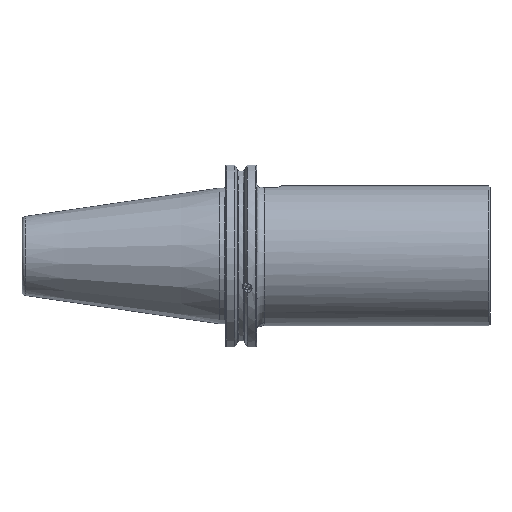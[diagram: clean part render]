
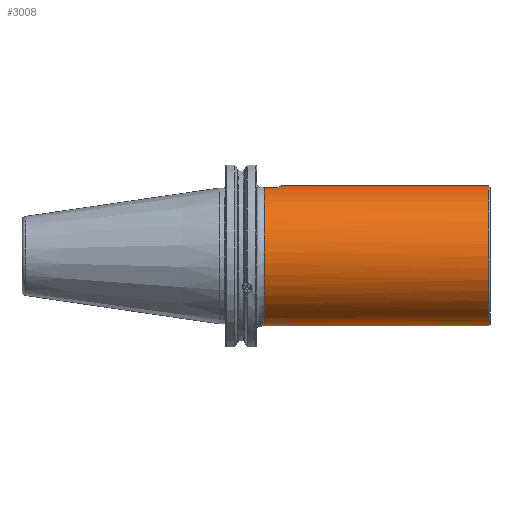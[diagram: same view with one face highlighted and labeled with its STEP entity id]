
A CAD part, front view. The second image highlights one B-rep face of the part: STEP entity #3008.
In plain terms, the highlighted cylindrical face has radius 36 mm (diameter 72 mm), a partial arc.
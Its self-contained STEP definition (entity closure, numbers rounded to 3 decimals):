
#3 = CARTESIAN_POINT ( 'NONE',  ( 31.9, -0.627, 36. ) ) ;
#75 = ORIENTED_EDGE ( 'NONE', *, *, #825, .F. ) ;
#163 = VERTEX_POINT ( 'NONE', #1979 ) ;
#369 = EDGE_LOOP ( 'NONE', ( #75, #5592, #7447, #3933, #496, #4150, #709, #2551 ) ) ;
#496 = ORIENTED_EDGE ( 'NONE', *, *, #5204, .T. ) ;
#588 = VERTEX_POINT ( 'NONE', #7475 ) ;
#607 = VERTEX_POINT ( 'NONE', #7150 ) ;
#637 = CARTESIAN_POINT ( 'NONE',  ( 30.47, -6.022, 35.509 ) ) ;
#709 = ORIENTED_EDGE ( 'NONE', *, *, #5978, .T. ) ;
#825 = EDGE_CURVE ( 'NONE', #3411, #911, #4439, .T. ) ;
#911 = VERTEX_POINT ( 'NONE', #4622 ) ;
#1142 = DIRECTION ( 'NONE',  ( -1., 0., 0. ) ) ;
#1389 = CARTESIAN_POINT ( 'NONE',  ( 23.05, 0., 0. ) ) ;
#1419 = AXIS2_PLACEMENT_3D ( 'NONE', #1389, #1421, #1448 ) ;
#1421 = DIRECTION ( 'NONE',  ( 1., 0., 0. ) ) ;
#1448 = DIRECTION ( 'NONE',  ( 0., 0., 1. ) ) ;
#1621 = EDGE_CURVE ( 'NONE', #6098, #911, #1770, .T. ) ;
#1770 = B_SPLINE_CURVE_WITH_KNOTS ( 'NONE', 3,
 ( #7094, #7523, #7621, #7656, #7675, #7698, #7734, #7784 ),
 .UNSPECIFIED., .F., .F.,
 ( 4, 2, 2, 4 ),
 ( 0., 0.005, 0.007, 0.01 ),
 .UNSPECIFIED. ) ;
#1799 = EDGE_CURVE ( 'NONE', #607, #3094, #2264, .T. ) ;
#1972 = LINE ( 'NONE', #3316, #3588 ) ;
#1979 = CARTESIAN_POINT ( 'NONE',  ( 29.784, -7.065, 35.3 ) ) ;
#1987 = CARTESIAN_POINT ( 'NONE',  ( -110.319, 0., 0. ) ) ;
#2264 = CIRCLE ( 'NONE', #1419, 36. ) ;
#2306 = DIRECTION ( 'NONE',  ( -1., 0., 0. ) ) ;
#2443 = DIRECTION ( 'NONE',  ( -1., 0., 0. ) ) ;
#2551 = ORIENTED_EDGE ( 'NONE', *, *, #1621, .T. ) ;
#2690 = DIRECTION ( 'NONE',  ( 0., 0., 1. ) ) ;
#2740 = CARTESIAN_POINT ( 'NONE',  ( 31.446, -3.401, 35.84 ) ) ;
#3008 = ADVANCED_FACE ( 'NONE', ( #3541 ), #7254, .T. ) ;
#3014 = CARTESIAN_POINT ( 'NONE',  ( 23.05, -11.029, -34.269 ) ) ;
#3094 = VERTEX_POINT ( 'NONE', #3014 ) ;
#3316 = CARTESIAN_POINT ( 'NONE',  ( -110.319, -7.065, 35.3 ) ) ;
#3411 = VERTEX_POINT ( 'NONE', #7205 ) ;
#3428 = CARTESIAN_POINT ( 'NONE',  ( 31.662, -2.482, 35.916 ) ) ;
#3541 = FACE_OUTER_BOUND ( 'NONE', #369, .T. ) ;
#3588 = VECTOR ( 'NONE', #3973, 1000. ) ;
#3816 = CARTESIAN_POINT ( 'NONE',  ( 22.977, -10.187, -34.529 ) ) ;
#3931 = B_SPLINE_CURVE_WITH_KNOTS ( 'NONE', 3,
 ( #8893, #637, #6923, #2740, #7579, #3428, #8257, #4090, #3, #4805 ),
 .UNSPECIFIED., .F., .F.,
 ( 4, 2, 2, 2, 4 ),
 ( 0., 0.004, 0.005, 0.006, 0.007 ),
 .UNSPECIFIED. ) ;
#3933 = ORIENTED_EDGE ( 'NONE', *, *, #8598, .F. ) ;
#3973 = DIRECTION ( 'NONE',  ( -1., 0., 0. ) ) ;
#4090 = CARTESIAN_POINT ( 'NONE',  ( 31.854, -1.249, 35.984 ) ) ;
#4150 = ORIENTED_EDGE ( 'NONE', *, *, #1799, .T. ) ;
#4439 = LINE ( 'NONE', #5044, #8138 ) ;
#4510 = CARTESIAN_POINT ( 'NONE',  ( 22.923, -9.765, -34.65 ) ) ;
#4582 = B_SPLINE_CURVE_WITH_KNOTS ( 'NONE', 3,
 ( #5190, #5911, #7988, #3816, #8647, #4510 ),
 .UNSPECIFIED., .F., .F.,
 ( 4, 2, 4 ),
 ( 0., 0.001, 0.001 ),
 .UNSPECIFIED. ) ;
#4622 = CARTESIAN_POINT ( 'NONE',  ( 22.172, 0., -36. ) ) ;
#4805 = CARTESIAN_POINT ( 'NONE',  ( 31.9, 0., 36. ) ) ;
#4816 = DIRECTION ( 'NONE',  ( -1., 0., 0. ) ) ;
#4900 = EDGE_CURVE ( 'NONE', #3411, #588, #5572, .T. ) ;
#5005 = AXIS2_PLACEMENT_3D ( 'NONE', #6505, #2306, #7195 ) ;
#5044 = CARTESIAN_POINT ( 'NONE',  ( -110.319, 0., -36. ) ) ;
#5090 = VECTOR ( 'NONE', #1142, 1000. ) ;
#5190 = CARTESIAN_POINT ( 'NONE',  ( 23.05, -11.029, -34.269 ) ) ;
#5204 = EDGE_CURVE ( 'NONE', #163, #607, #1972, .T. ) ;
#5213 = CARTESIAN_POINT ( 'NONE',  ( 31.9, 0., 36. ) ) ;
#5278 = CARTESIAN_POINT ( 'NONE',  ( -110.319, 0., 36. ) ) ;
#5572 = CIRCLE ( 'NONE', #5005, 36. ) ;
#5592 = ORIENTED_EDGE ( 'NONE', *, *, #4900, .T. ) ;
#5911 = CARTESIAN_POINT ( 'NONE',  ( 23.05, -10.818, -34.337 ) ) ;
#5978 = EDGE_CURVE ( 'NONE', #3094, #6098, #4582, .T. ) ;
#6098 = VERTEX_POINT ( 'NONE', #8764 ) ;
#6379 = VERTEX_POINT ( 'NONE', #5213 ) ;
#6505 = CARTESIAN_POINT ( 'NONE',  ( 138.4, 0., 0. ) ) ;
#6895 = EDGE_CURVE ( 'NONE', #588, #6379, #6988, .T. ) ;
#6923 = CARTESIAN_POINT ( 'NONE',  ( 30.994, -4.902, 35.685 ) ) ;
#6988 = LINE ( 'NONE', #5278, #5090 ) ;
#7094 = CARTESIAN_POINT ( 'NONE',  ( 22.923, -9.765, -34.65 ) ) ;
#7150 = CARTESIAN_POINT ( 'NONE',  ( 23.05, -7.065, 35.3 ) ) ;
#7195 = DIRECTION ( 'NONE',  ( 0., 0., 1. ) ) ;
#7205 = CARTESIAN_POINT ( 'NONE',  ( 138.4, 0., -36. ) ) ;
#7254 = CYLINDRICAL_SURFACE ( 'NONE', #8860, 36. ) ;
#7447 = ORIENTED_EDGE ( 'NONE', *, *, #6895, .T. ) ;
#7475 = CARTESIAN_POINT ( 'NONE',  ( 138.4, 0., 36. ) ) ;
#7523 = CARTESIAN_POINT ( 'NONE',  ( 22.794, -8.17, -35.1 ) ) ;
#7579 = CARTESIAN_POINT ( 'NONE',  ( 31.526, -3.095, 35.868 ) ) ;
#7621 = CARTESIAN_POINT ( 'NONE',  ( 22.597, -6.564, -35.434 ) ) ;
#7656 = CARTESIAN_POINT ( 'NONE',  ( 22.363, -4.127, -35.772 ) ) ;
#7675 = CARTESIAN_POINT ( 'NONE',  ( 22.294, -3.309, -35.857 ) ) ;
#7698 = CARTESIAN_POINT ( 'NONE',  ( 22.199, -1.663, -35.971 ) ) ;
#7734 = CARTESIAN_POINT ( 'NONE',  ( 22.172, -0.831, -36. ) ) ;
#7784 = CARTESIAN_POINT ( 'NONE',  ( 22.172, 0., -36. ) ) ;
#7988 = CARTESIAN_POINT ( 'NONE',  ( 23.031, -10.607, -34.402 ) ) ;
#8138 = VECTOR ( 'NONE', #4816, 1000. ) ;
#8257 = CARTESIAN_POINT ( 'NONE',  ( 31.718, -2.175, 35.936 ) ) ;
#8598 = EDGE_CURVE ( 'NONE', #163, #6379, #3931, .T. ) ;
#8647 = CARTESIAN_POINT ( 'NONE',  ( 22.94, -9.977, -34.591 ) ) ;
#8764 = CARTESIAN_POINT ( 'NONE',  ( 22.923, -9.765, -34.65 ) ) ;
#8860 = AXIS2_PLACEMENT_3D ( 'NONE', #1987, #2443, #2690 ) ;
#8893 = CARTESIAN_POINT ( 'NONE',  ( 29.784, -7.065, 35.3 ) ) ;
